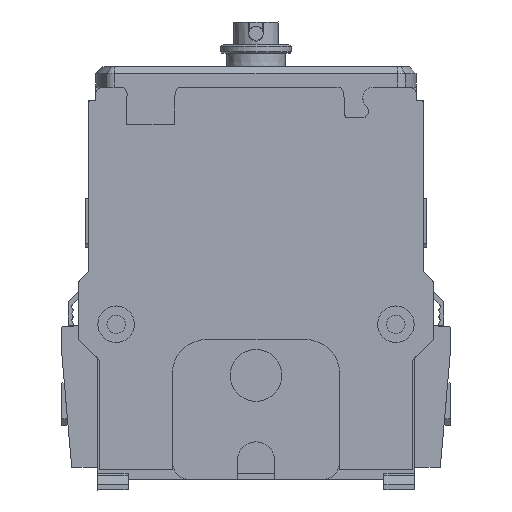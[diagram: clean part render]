
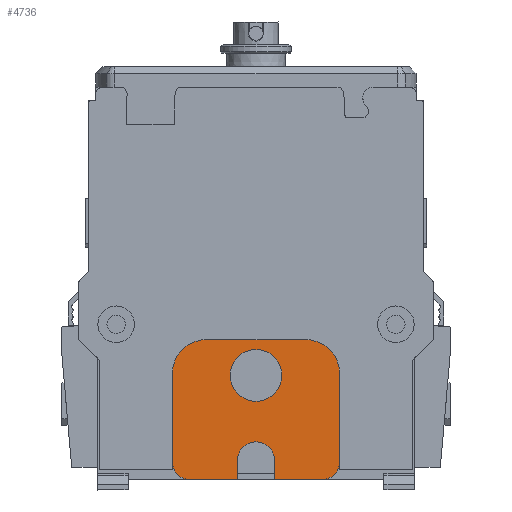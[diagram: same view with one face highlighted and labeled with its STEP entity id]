
A CAD part, front view. The second image highlights one B-rep face of the part: STEP entity #4736.
In plain terms, the highlighted planar face has unit normal (0, -1, 0).
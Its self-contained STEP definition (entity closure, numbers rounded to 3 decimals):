
#684=FACE_BOUND('',#9559,.T.);
#685=FACE_BOUND('',#9560,.T.);
#2566=PLANE('',#50276);
#4736=ADVANCED_FACE('',(#684,#685),#2566,.F.);
#9559=EDGE_LOOP('',(#32709,#32710,#32711,#32712,#32713,#32714,#32715,#32716,
#32717,#32718,#32719,#32720));
#9560=EDGE_LOOP('',(#32721));
#13956=LINE('',#75827,#19920);
#14186=LINE('',#76385,#20150);
#14188=LINE('',#76389,#20152);
#15318=LINE('',#80480,#21282);
#15319=LINE('',#80485,#21283);
#15320=LINE('',#80487,#21284);
#15321=LINE('',#80488,#21285);
#19920=VECTOR('',#58333,1.);
#20150=VECTOR('',#58843,1.);
#20152=VECTOR('',#58847,1.);
#21282=VECTOR('',#61387,1.);
#21283=VECTOR('',#61390,1.);
#21284=VECTOR('',#61391,1.);
#21285=VECTOR('',#61392,1.);
#32709=ORIENTED_EDGE('',*,*,#45948,.T.);
#32710=ORIENTED_EDGE('',*,*,#45949,.T.);
#32711=ORIENTED_EDGE('',*,*,#45950,.T.);
#32712=ORIENTED_EDGE('',*,*,#45951,.T.);
#32713=ORIENTED_EDGE('',*,*,#45942,.F.);
#32714=ORIENTED_EDGE('',*,*,#44219,.T.);
#32715=ORIENTED_EDGE('',*,*,#44220,.F.);
#32716=ORIENTED_EDGE('',*,*,#44503,.T.);
#32717=ORIENTED_EDGE('',*,*,#44500,.F.);
#32718=ORIENTED_EDGE('',*,*,#44505,.T.);
#32719=ORIENTED_EDGE('',*,*,#45944,.F.);
#32720=ORIENTED_EDGE('',*,*,#45952,.T.);
#32721=ORIENTED_EDGE('',*,*,#45804,.T.);
#37816=VERTEX_POINT('',#75822);
#37818=VERTEX_POINT('',#75826);
#37819=VERTEX_POINT('',#75830);
#38005=VERTEX_POINT('',#76380);
#38006=VERTEX_POINT('',#76381);
#38007=VERTEX_POINT('',#76388);
#38827=VERTEX_POINT('',#80194);
#38923=VERTEX_POINT('',#80469);
#38924=VERTEX_POINT('',#80473);
#38925=VERTEX_POINT('',#80481);
#38926=VERTEX_POINT('',#80482);
#38927=VERTEX_POINT('',#80484);
#38928=VERTEX_POINT('',#80486);
#44219=EDGE_CURVE('',#37816,#37818,#13956,.T.);
#44220=EDGE_CURVE('',#37819,#37818,#47207,.T.);
#44500=EDGE_CURVE('',#38005,#38006,#47260,.T.);
#44503=EDGE_CURVE('',#37819,#38006,#14186,.T.);
#44505=EDGE_CURVE('',#38005,#38007,#14188,.T.);
#45804=EDGE_CURVE('',#38827,#38827,#47481,.T.);
#45942=EDGE_CURVE('',#37816,#38923,#47488,.T.);
#45944=EDGE_CURVE('',#38924,#38007,#47489,.T.);
#45948=EDGE_CURVE('',#38925,#38926,#15318,.T.);
#45949=EDGE_CURVE('',#38926,#38927,#47490,.T.);
#45950=EDGE_CURVE('',#38927,#38928,#15319,.T.);
#45951=EDGE_CURVE('',#38928,#38923,#15320,.T.);
#45952=EDGE_CURVE('',#38924,#38925,#15321,.T.);
#47207=CIRCLE('',#49430,10.);
#47260=CIRCLE('',#49567,10.);
#47481=CIRCLE('',#50221,7.6);
#47488=CIRCLE('',#50269,5.);
#47489=CIRCLE('',#50271,5.);
#47490=CIRCLE('',#50275,5.5);
#49430=AXIS2_PLACEMENT_3D('',#75829,#58336,#58337);
#49567=AXIS2_PLACEMENT_3D('',#76379,#58837,#58838);
#50221=AXIS2_PLACEMENT_3D('',#80193,#61144,#61145);
#50269=AXIS2_PLACEMENT_3D('',#80468,#61371,#61372);
#50271=AXIS2_PLACEMENT_3D('',#80472,#61376,#61377);
#50275=AXIS2_PLACEMENT_3D('',#80483,#61388,#61389);
#50276=AXIS2_PLACEMENT_3D('',#80489,#61393,#61394);
#58333=DIRECTION('',(0.,0.,1.));
#58336=DIRECTION('',(0.,1.,0.));
#58337=DIRECTION('',(0.707,0.,0.707));
#58837=DIRECTION('',(0.,1.,0.));
#58838=DIRECTION('',(-0.707,0.,0.707));
#58843=DIRECTION('',(-1.,0.,0.));
#58847=DIRECTION('',(0.,0.,-1.));
#61144=DIRECTION('',(0.,1.,0.));
#61145=DIRECTION('',(-1.,0.,0.));
#61371=DIRECTION('',(0.,1.,0.));
#61372=DIRECTION('',(0.707,0.,-0.707));
#61376=DIRECTION('',(0.,1.,0.));
#61377=DIRECTION('',(-0.707,0.,-0.707));
#61387=DIRECTION('',(0.,0.,1.));
#61388=DIRECTION('',(0.,1.,0.));
#61389=DIRECTION('',(-1.,0.,0.));
#61390=DIRECTION('',(0.,0.,-1.));
#61391=DIRECTION('',(1.,0.,0.));
#61392=DIRECTION('',(1.,0.,0.));
#61393=DIRECTION('',(0.,1.,0.));
#61394=DIRECTION('',(-1.,0.,0.));
#75822=CARTESIAN_POINT('',(24.5,-81.,-25.5));
#75826=CARTESIAN_POINT('',(24.5,-81.,0.5));
#75827=CARTESIAN_POINT('',(24.5,-81.,4.));
#75829=CARTESIAN_POINT('',(14.5,-81.,0.5));
#75830=CARTESIAN_POINT('',(14.5,-81.,10.5));
#76379=CARTESIAN_POINT('',(-14.5,-81.,0.5));
#76380=CARTESIAN_POINT('',(-24.5,-81.,0.5));
#76381=CARTESIAN_POINT('',(-14.5,-81.,10.5));
#76385=CARTESIAN_POINT('',(-12.25,-81.,10.5));
#76388=CARTESIAN_POINT('',(-24.5,-81.,-25.5));
#76389=CARTESIAN_POINT('',(-24.5,-81.,-16.5));
#80193=CARTESIAN_POINT('',(0.,-81.,0.));
#80194=CARTESIAN_POINT('',(7.6,-81.,0.));
#80468=CARTESIAN_POINT('',(19.5,-81.,-25.5));
#80469=CARTESIAN_POINT('',(19.5,-81.,-30.5));
#80472=CARTESIAN_POINT('',(-19.5,-81.,-25.5));
#80473=CARTESIAN_POINT('',(-19.5,-81.,-30.5));
#80480=CARTESIAN_POINT('',(-5.5,-81.,-16.5));
#80481=CARTESIAN_POINT('',(-5.5,-81.,-30.5));
#80482=CARTESIAN_POINT('',(-5.5,-81.,-25.));
#80483=CARTESIAN_POINT('',(0.,-81.,-25.));
#80484=CARTESIAN_POINT('',(5.5,-81.,-25.));
#80485=CARTESIAN_POINT('',(5.5,-81.,-13.75));
#80486=CARTESIAN_POINT('',(5.5,-81.,-30.5));
#80487=CARTESIAN_POINT('',(-46.5,-81.,-30.5));
#80488=CARTESIAN_POINT('',(-46.5,-81.,-30.5));
#80489=CARTESIAN_POINT('',(0.,-81.,-2.5));
